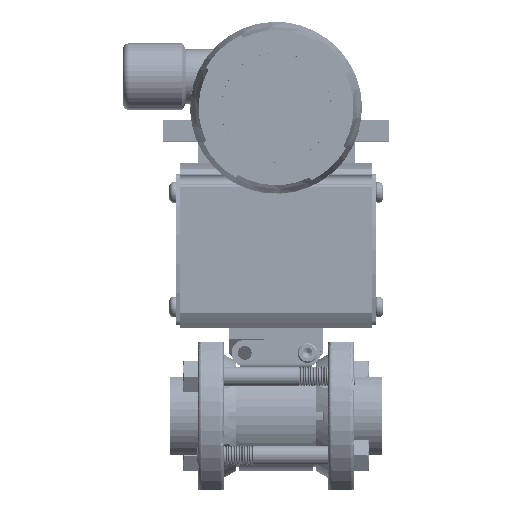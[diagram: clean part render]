
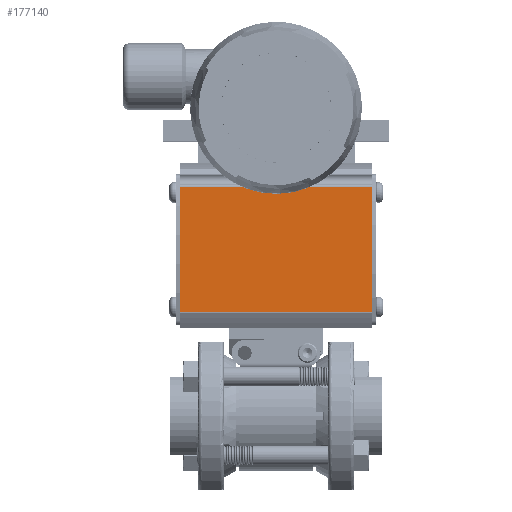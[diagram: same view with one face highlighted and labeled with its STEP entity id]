
A CAD part, top view. The second image highlights one B-rep face of the part: STEP entity #177140.
In plain terms, the highlighted planar face has unit normal (0, 0, 1).
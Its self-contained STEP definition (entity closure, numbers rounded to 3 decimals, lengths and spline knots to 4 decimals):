
#15500 = CARTESIAN_POINT ( 'NONE',  ( -1.5275, 1.6529, 1.17 ) ) ;
#17760 = DIRECTION ( 'NONE',  ( 0., 1., 0. ) ) ;
#20923 = CARTESIAN_POINT ( 'NONE',  ( -1.5275, 3.6471, 1.17 ) ) ;
#21073 = VERTEX_POINT ( 'NONE', #20923 ) ;
#25277 = CARTESIAN_POINT ( 'NONE',  ( 1.5275, 1.6529, 1.17 ) ) ;
#26867 = CARTESIAN_POINT ( 'NONE',  ( -5.0403, 3.6544, 1.17 ) ) ;
#26874 = VERTEX_POINT ( 'NONE', #15500 ) ;
#32812 = EDGE_CURVE ( 'NONE', #26874, #21073, #89172, .T. ) ;
#38003 = ORIENTED_EDGE ( 'NONE', *, *, #184613, .T. ) ;
#39402 = VECTOR ( 'NONE', #142803, 39.3701 ) ;
#44599 = LINE ( 'NONE', #177653, #39402 ) ;
#45521 = LINE ( 'NONE', #59376, #173073 ) ;
#47398 = CARTESIAN_POINT ( 'NONE',  ( 1.5275, 3.6544, 1.17 ) ) ;
#59376 = CARTESIAN_POINT ( 'NONE',  ( -5.0403, 1.6529, 1.17 ) ) ;
#67667 = EDGE_CURVE ( 'NONE', #176326, #21073, #44599, .T. ) ;
#76150 = DIRECTION ( 'NONE',  ( 1., 0., 0. ) ) ;
#76220 = FACE_OUTER_BOUND ( 'NONE', #134094, .T. ) ;
#89172 = LINE ( 'NONE', #200401, #172446 ) ;
#93841 = DIRECTION ( 'NONE',  ( 0., -1., 0. ) ) ;
#100422 = VERTEX_POINT ( 'NONE', #25277 ) ;
#102280 = ORIENTED_EDGE ( 'NONE', *, *, #32812, .F. ) ;
#107324 = ORIENTED_EDGE ( 'NONE', *, *, #67667, .T. ) ;
#121026 = CARTESIAN_POINT ( 'NONE',  ( 1.5275, 3.6471, 1.17 ) ) ;
#134094 = EDGE_LOOP ( 'NONE', ( #159792, #107324, #102280, #38003 ) ) ;
#142803 = DIRECTION ( 'NONE',  ( -1., 0., 0. ) ) ;
#159792 = ORIENTED_EDGE ( 'NONE', *, *, #183072, .F. ) ;
#162988 = VECTOR ( 'NONE', #197290, 39.3701 ) ;
#169940 = AXIS2_PLACEMENT_3D ( 'NONE', #26867, #193527, #93841 ) ;
#172446 = VECTOR ( 'NONE', #17760, 39.3701 ) ;
#173073 = VECTOR ( 'NONE', #76150, 39.3701 ) ;
#176326 = VERTEX_POINT ( 'NONE', #121026 ) ;
#176749 = PLANE ( 'NONE',  #169940 ) ;
#177140 = ADVANCED_FACE ( 'NONE', ( #76220 ), #176749, .F. ) ;
#177653 = CARTESIAN_POINT ( 'NONE',  ( -5.0403, 3.6471, 1.17 ) ) ;
#183072 = EDGE_CURVE ( 'NONE', #176326, #100422, #207355, .T. ) ;
#184613 = EDGE_CURVE ( 'NONE', #26874, #100422, #45521, .T. ) ;
#193527 = DIRECTION ( 'NONE',  ( 0., 0., -1. ) ) ;
#197290 = DIRECTION ( 'NONE',  ( 0., -1., 0. ) ) ;
#200401 = CARTESIAN_POINT ( 'NONE',  ( -1.5275, 3.6544, 1.17 ) ) ;
#207355 = LINE ( 'NONE', #47398, #162988 ) ;
